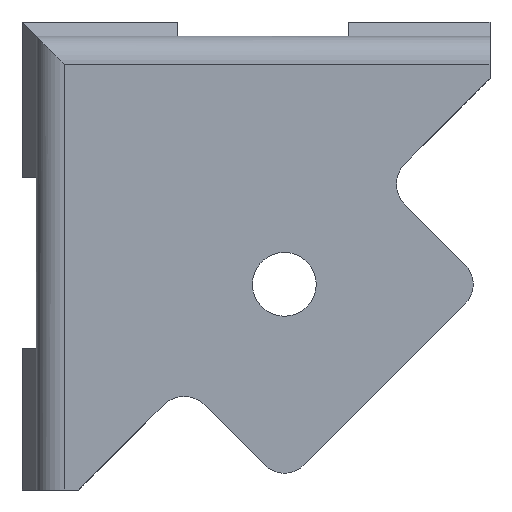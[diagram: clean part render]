
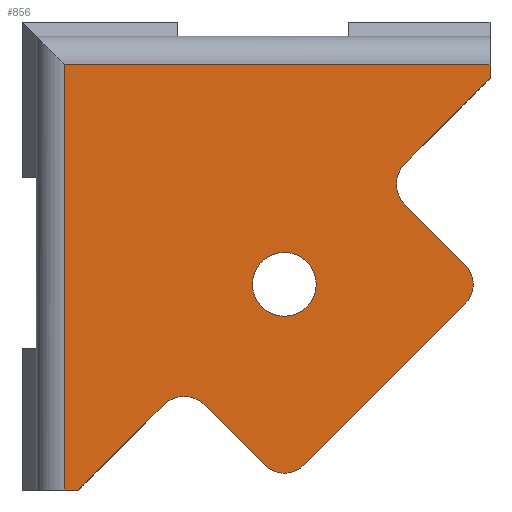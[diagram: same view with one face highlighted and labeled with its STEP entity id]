
A CAD part, front view. The second image highlights one B-rep face of the part: STEP entity #856.
In plain terms, the highlighted planar face has unit normal (0, -1, 0).
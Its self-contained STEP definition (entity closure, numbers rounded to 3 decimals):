
#21=FACE_BOUND('',#144,.T.);
#50=PLANE('',#950);
#94=FACE_OUTER_BOUND('',#143,.T.);
#143=EDGE_LOOP('',(#784,#785,#786,#787,#788,#789,#790,#791,#792,#793,#794,
#795,#796));
#144=EDGE_LOOP('',(#797,#798));
#167=CIRCLE('',#913,2.);
#168=CIRCLE('',#916,2.);
#169=CIRCLE('',#919,2.);
#170=CIRCLE('',#921,2.);
#172=CIRCLE('',#926,2.25);
#173=CIRCLE('',#927,2.25);
#175=LINE('',#1196,#266);
#178=LINE('',#1207,#269);
#199=LINE('',#1261,#290);
#225=LINE('',#1339,#316);
#230=LINE('',#1350,#321);
#234=LINE('',#1362,#325);
#263=LINE('',#1430,#354);
#264=LINE('',#1433,#355);
#265=LINE('',#1435,#356);
#266=VECTOR('',#955,10.);
#269=VECTOR('',#966,10.);
#290=VECTOR('',#1005,10.);
#316=VECTOR('',#1079,10.);
#321=VECTOR('',#1090,10.);
#325=VECTOR('',#1104,10.);
#354=VECTOR('',#1181,10.);
#355=VECTOR('',#1186,10.);
#356=VECTOR('',#1189,10.);
#357=VERTEX_POINT('',#1194);
#358=VERTEX_POINT('',#1195);
#362=VERTEX_POINT('',#1205);
#386=VERTEX_POINT('',#1260);
#412=VERTEX_POINT('',#1332);
#413=VERTEX_POINT('',#1333);
#414=VERTEX_POINT('',#1338);
#415=VERTEX_POINT('',#1342);
#416=VERTEX_POINT('',#1344);
#417=VERTEX_POINT('',#1348);
#418=VERTEX_POINT('',#1352);
#419=VERTEX_POINT('',#1356);
#420=VERTEX_POINT('',#1357);
#421=VERTEX_POINT('',#1366);
#422=VERTEX_POINT('',#1367);
#436=EDGE_CURVE('',#357,#358,#175,.T.);
#442=EDGE_CURVE('',#362,#357,#178,.T.);
#469=EDGE_CURVE('',#386,#358,#199,.T.);
#506=EDGE_CURVE('',#412,#413,#167,.T.);
#509=EDGE_CURVE('',#414,#413,#225,.T.);
#512=EDGE_CURVE('',#415,#416,#168,.T.);
#515=EDGE_CURVE('',#415,#417,#230,.T.);
#517=EDGE_CURVE('',#418,#417,#169,.T.);
#518=EDGE_CURVE('',#419,#420,#170,.T.);
#521=EDGE_CURVE('',#418,#420,#234,.T.);
#523=EDGE_CURVE('',#421,#422,#172,.T.);
#524=EDGE_CURVE('',#422,#421,#173,.T.);
#554=EDGE_CURVE('',#362,#414,#263,.T.);
#555=EDGE_CURVE('',#412,#416,#264,.T.);
#556=EDGE_CURVE('',#419,#386,#265,.T.);
#784=ORIENTED_EDGE('',*,*,#442,.F.);
#785=ORIENTED_EDGE('',*,*,#554,.T.);
#786=ORIENTED_EDGE('',*,*,#509,.T.);
#787=ORIENTED_EDGE('',*,*,#506,.F.);
#788=ORIENTED_EDGE('',*,*,#555,.T.);
#789=ORIENTED_EDGE('',*,*,#512,.F.);
#790=ORIENTED_EDGE('',*,*,#515,.T.);
#791=ORIENTED_EDGE('',*,*,#517,.F.);
#792=ORIENTED_EDGE('',*,*,#521,.T.);
#793=ORIENTED_EDGE('',*,*,#518,.F.);
#794=ORIENTED_EDGE('',*,*,#556,.T.);
#795=ORIENTED_EDGE('',*,*,#469,.T.);
#796=ORIENTED_EDGE('',*,*,#436,.F.);
#797=ORIENTED_EDGE('',*,*,#523,.T.);
#798=ORIENTED_EDGE('',*,*,#524,.T.);
#856=ADVANCED_FACE('',(#94,#21),#50,.T.);
#913=AXIS2_PLACEMENT_3D('',#1334,#1073,#1074);
#916=AXIS2_PLACEMENT_3D('',#1345,#1084,#1085);
#919=AXIS2_PLACEMENT_3D('',#1354,#1094,#1095);
#921=AXIS2_PLACEMENT_3D('',#1358,#1098,#1099);
#926=AXIS2_PLACEMENT_3D('',#1368,#1111,#1112);
#927=AXIS2_PLACEMENT_3D('',#1369,#1113,#1114);
#950=AXIS2_PLACEMENT_3D('',#1436,#1190,#1191);
#955=DIRECTION('',(1.,0.,0.));
#966=DIRECTION('',(0.,0.,1.));
#1005=DIRECTION('',(0.,0.,1.));
#1073=DIRECTION('center_axis',(0.,-1.,0.));
#1074=DIRECTION('ref_axis',(0.,0.,1.));
#1079=DIRECTION('',(0.707,0.,0.707));
#1084=DIRECTION('center_axis',(0.,1.,0.));
#1085=DIRECTION('ref_axis',(0.,0.,-1.));
#1090=DIRECTION('',(0.707,0.,0.707));
#1094=DIRECTION('center_axis',(0.,1.,0.));
#1095=DIRECTION('ref_axis',(1.,0.,0.));
#1098=DIRECTION('center_axis',(0.,-1.,0.));
#1099=DIRECTION('ref_axis',(-1.,0.,0.));
#1104=DIRECTION('',(-0.707,0.,0.707));
#1111=DIRECTION('center_axis',(0.,1.,0.));
#1112=DIRECTION('ref_axis',(1.,0.,0.));
#1113=DIRECTION('center_axis',(0.,1.,0.));
#1114=DIRECTION('ref_axis',(1.,0.,0.));
#1181=DIRECTION('',(1.,0.,0.));
#1186=DIRECTION('',(0.707,0.,-0.707));
#1189=DIRECTION('',(0.707,0.,0.707));
#1190=DIRECTION('center_axis',(0.,-1.,0.));
#1191=DIRECTION('ref_axis',(0.,0.,-1.));
#1194=CARTESIAN_POINT('',(-15.5,0.,15.5));
#1195=CARTESIAN_POINT('',(14.5,0.,15.5));
#1196=CARTESIAN_POINT('',(-10.185,0.,15.5));
#1205=CARTESIAN_POINT('',(-15.5,0.,-14.5));
#1207=CARTESIAN_POINT('',(-15.5,0.,-7.315));
#1260=CARTESIAN_POINT('',(14.5,0.,14.5));
#1261=CARTESIAN_POINT('',(14.5,0.,10.185));
#1332=CARTESIAN_POINT('',(-5.657,0.,-8.485));
#1333=CARTESIAN_POINT('',(-8.485,0.,-8.485));
#1334=CARTESIAN_POINT('Origin',(-7.071,0.,-9.899));
#1338=CARTESIAN_POINT('',(-14.5,0.,-14.5));
#1339=CARTESIAN_POINT('',(-17.5,0.,-17.5));
#1342=CARTESIAN_POINT('',(1.414,0.,-12.728));
#1344=CARTESIAN_POINT('',(-1.414,0.,-12.728));
#1345=CARTESIAN_POINT('Origin',(0.,0.,-11.314));
#1348=CARTESIAN_POINT('',(12.728,0.,-1.414));
#1350=CARTESIAN_POINT('',(0.,0.,-14.142));
#1352=CARTESIAN_POINT('',(12.728,0.,1.414));
#1354=CARTESIAN_POINT('Origin',(11.314,0.,0.));
#1356=CARTESIAN_POINT('',(8.485,0.,8.485));
#1357=CARTESIAN_POINT('',(8.485,0.,5.657));
#1358=CARTESIAN_POINT('Origin',(9.899,0.,7.071));
#1362=CARTESIAN_POINT('',(14.142,0.,0.));
#1366=CARTESIAN_POINT('',(2.25,0.,0.));
#1367=CARTESIAN_POINT('',(-2.25,0.,0.));
#1368=CARTESIAN_POINT('Origin',(0.,0.,0.));
#1369=CARTESIAN_POINT('Origin',(0.,0.,0.));
#1430=CARTESIAN_POINT('',(-10.185,0.,-14.5));
#1433=CARTESIAN_POINT('',(-7.071,0.,-7.071));
#1435=CARTESIAN_POINT('',(7.071,0.,7.071));
#1436=CARTESIAN_POINT('Origin',(-2.87,0.,2.87));
